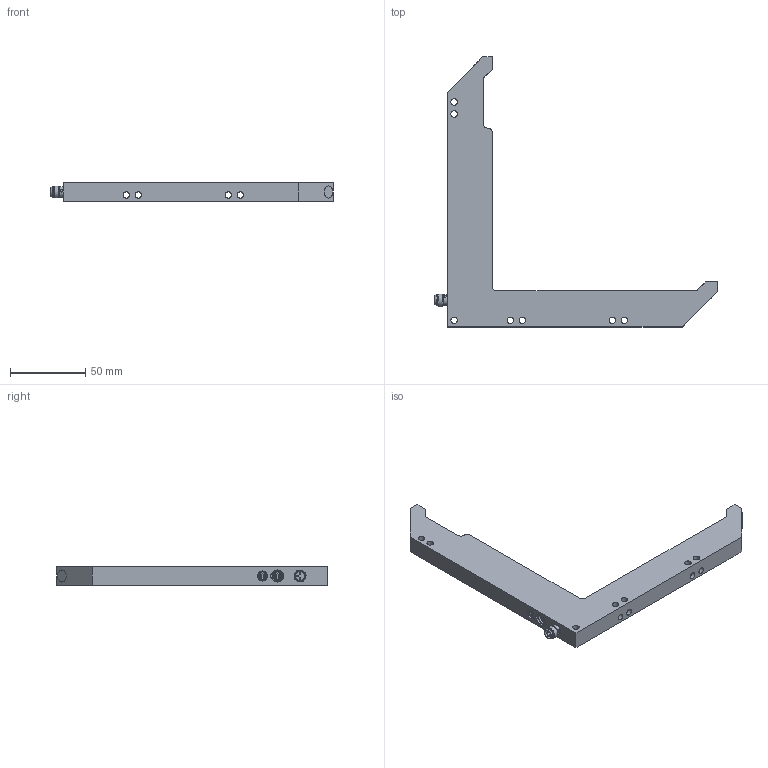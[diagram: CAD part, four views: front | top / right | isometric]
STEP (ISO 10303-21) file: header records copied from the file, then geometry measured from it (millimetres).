
FILE_DESCRIPTION(/* description */ (''),/* implementation_level */ '2;1');
FILE_NAME(/* name */ 'OGLP_150_x3K-TSSL.stp',/* time_stamp */ '2015-07-22T09:46:09+02:00',/* author */ ('lck'),/* organization */ (''),/* preprocessor_version */ 'ST-DEVELOPER v15.6',/* originating_system */ 'Autodesk Inventor 2015',/* authorisation */ '');
FILE_SCHEMA (('AUTOMOTIVE_DESIGN { 1 0 10303 214 3 1 1 }'));
Length unit declared in the file: millimetre
Products named in the file (1): OGLP_150_x3K-TSSL
Bounding box: 188.5 x 180 x 12 mm (x, y, z)
Volume: 97147.6 mm3; surface area: 27986.1 mm2
Topology: 1 solids, 6 shells, 213 faces, 478 edges, 301 vertices
Faces by surface type: plane 106, cylinder 96, cone 6, sphere 3, torus 2
Full cylindrical faces by diameter (mm): 1 x3, 2 x4, 2.013 x1, 4.3 x19, 5 x4, 5.7 x1, 5.8 x2, 6.4 x1, 6.6 x4, 6.7 x6, 6.9 x1, 7.2 x1, 8 x1, 8.08 x2, 8.1 x2
Entity records: 5858 total; most frequent: CARTESIAN_POINT 1176, DIRECTION 978, ORIENTED_EDGE 794, AXIS2_PLACEMENT_3D 398, EDGE_CURVE 397, EDGE_LOOP 336, VERTEX_POINT 283, FACE_OUTER_BOUND 213
